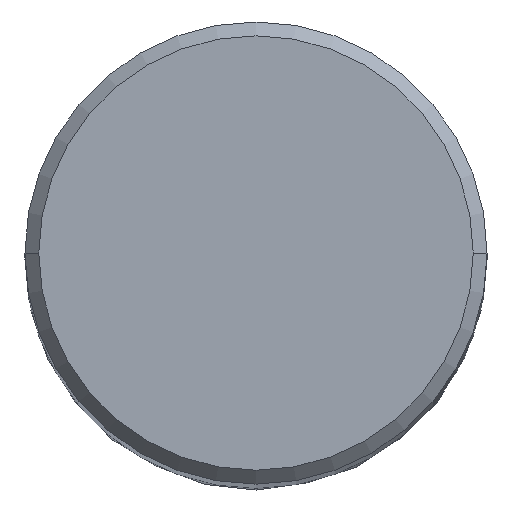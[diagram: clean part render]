
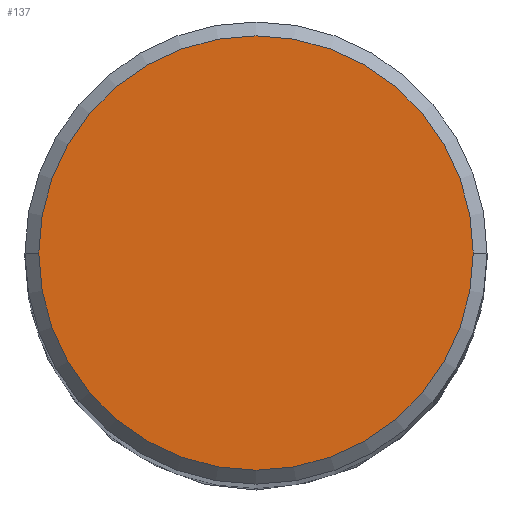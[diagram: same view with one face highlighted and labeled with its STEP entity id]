
A CAD part, top view. The second image highlights one B-rep face of the part: STEP entity #137.
In plain terms, the highlighted planar face has unit normal (0, 0, 1).
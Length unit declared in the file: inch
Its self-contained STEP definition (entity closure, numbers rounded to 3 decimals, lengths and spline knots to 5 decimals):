
#2 = DIRECTION ( 'NONE',  ( 0., 0., 1. ) ) ;
#4 = CARTESIAN_POINT ( 'NONE',  ( 0., 0., 4. ) ) ;
#6 = DIRECTION ( 'NONE',  ( 1., 0., 0. ) ) ;
#67 = DIRECTION ( 'NONE',  ( 0., 0., 1. ) ) ;
#74 = AXIS2_PLACEMENT_3D ( 'NONE', #142, #67, #281 ) ;
#87 = CARTESIAN_POINT ( 'NONE',  ( 0.235, 0., 4. ) ) ;
#108 = DIRECTION ( 'NONE',  ( 1., 0., 0. ) ) ;
#119 = EDGE_CURVE ( 'NONE', #205, #167, #126, .T. ) ;
#126 = CIRCLE ( 'NONE', #226, 0.235 ) ;
#129 = PLANE ( 'NONE',  #288 ) ;
#130 = CARTESIAN_POINT ( 'NONE',  ( 0., 0., 4. ) ) ;
#137 = ADVANCED_FACE ( 'NONE', ( #165 ), #129, .T. ) ;
#142 = CARTESIAN_POINT ( 'NONE',  ( 0., 0., 4. ) ) ;
#165 = FACE_OUTER_BOUND ( 'NONE', #216, .T. ) ;
#167 = VERTEX_POINT ( 'NONE', #275 ) ;
#169 = ORIENTED_EDGE ( 'NONE', *, *, #271, .T. ) ;
#205 = VERTEX_POINT ( 'NONE', #87 ) ;
#216 = EDGE_LOOP ( 'NONE', ( #169, #306 ) ) ;
#226 = AXIS2_PLACEMENT_3D ( 'NONE', #130, #298, #6 ) ;
#271 = EDGE_CURVE ( 'NONE', #167, #205, #321, .T. ) ;
#275 = CARTESIAN_POINT ( 'NONE',  ( -0.235, 0., 4. ) ) ;
#281 = DIRECTION ( 'NONE',  ( 1., 0., 0. ) ) ;
#288 = AXIS2_PLACEMENT_3D ( 'NONE', #4, #2, #108 ) ;
#298 = DIRECTION ( 'NONE',  ( 0., 0., 1. ) ) ;
#306 = ORIENTED_EDGE ( 'NONE', *, *, #119, .T. ) ;
#321 = CIRCLE ( 'NONE', #74, 0.235 ) ;
